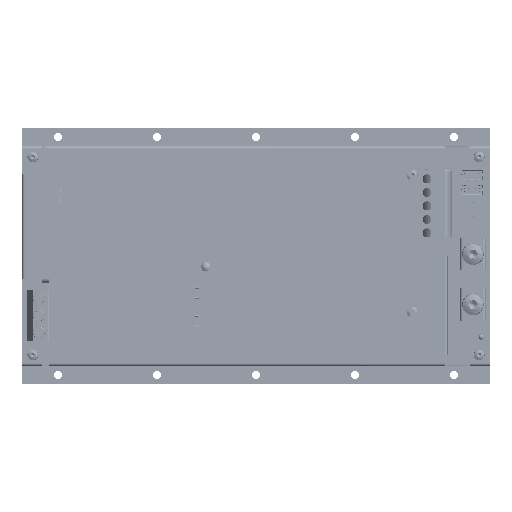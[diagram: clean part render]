
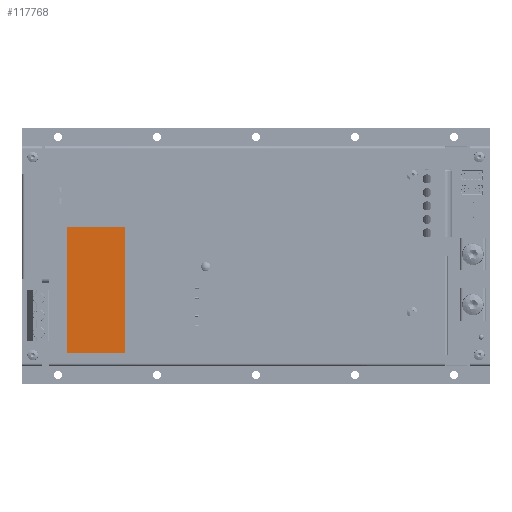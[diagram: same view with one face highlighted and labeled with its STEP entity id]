
A CAD part, front view. The second image highlights one B-rep face of the part: STEP entity #117768.
In plain terms, the highlighted planar face has unit normal (0, -1, 0).
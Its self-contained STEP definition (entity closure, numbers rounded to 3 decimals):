
#7516 = DIRECTION ( 'NONE',  ( 0., 0., 1. ) ) ;
#18970 = CARTESIAN_POINT ( 'NONE',  ( -105., -40.135, 15.925 ) ) ;
#40388 = VECTOR ( 'NONE', #7516, 1000. ) ;
#42195 = DIRECTION ( 'NONE',  ( 1., 0., 0. ) ) ;
#44436 = ORIENTED_EDGE ( 'NONE', *, *, #180484, .T. ) ;
#46304 = VERTEX_POINT ( 'NONE', #146558 ) ;
#50050 = VERTEX_POINT ( 'NONE', #18970 ) ;
#53339 = VERTEX_POINT ( 'NONE', #141745 ) ;
#55705 = VECTOR ( 'NONE', #91414, 1000. ) ;
#56570 = LINE ( 'NONE', #62071, #55705 ) ;
#57346 = DIRECTION ( 'NONE',  ( 0., 1., 0. ) ) ;
#62071 = CARTESIAN_POINT ( 'NONE',  ( -105., -40.135, 15.925 ) ) ;
#64533 = LINE ( 'NONE', #124323, #40388 ) ;
#68433 = CARTESIAN_POINT ( 'NONE',  ( -105., -40.135, 15.925 ) ) ;
#68674 = CARTESIAN_POINT ( 'NONE',  ( -105., -40.135, -54.075 ) ) ;
#70440 = ORIENTED_EDGE ( 'NONE', *, *, #87503, .T. ) ;
#72940 = DIRECTION ( 'NONE',  ( 1., 0., 0. ) ) ;
#83218 = CARTESIAN_POINT ( 'NONE',  ( -73., -40.135, 15.925 ) ) ;
#87503 = EDGE_CURVE ( 'NONE', #46304, #53339, #116630, .T. ) ;
#91414 = DIRECTION ( 'NONE',  ( -1., 0., 0. ) ) ;
#97844 = EDGE_LOOP ( 'NONE', ( #70440, #44436, #146521, #108286 ) ) ;
#102327 = PLANE ( 'NONE',  #116154 ) ;
#104956 = VECTOR ( 'NONE', #42195, 1000. ) ;
#108286 = ORIENTED_EDGE ( 'NONE', *, *, #153583, .T. ) ;
#116154 = AXIS2_PLACEMENT_3D ( 'NONE', #116153, #57346, #72940 ) ;
#116153 = CARTESIAN_POINT ( 'NONE',  ( -89., -40.135, -19.075 ) ) ;
#116630 = LINE ( 'NONE', #68674, #104956 ) ;
#117768 = ADVANCED_FACE ( 'NONE', ( #192762 ), #102327, .F. ) ;
#124323 = CARTESIAN_POINT ( 'NONE',  ( -73., -40.135, 15.925 ) ) ;
#125460 = VECTOR ( 'NONE', #174407, 1000. ) ;
#131177 = LINE ( 'NONE', #68433, #125460 ) ;
#135571 = VERTEX_POINT ( 'NONE', #83218 ) ;
#141745 = CARTESIAN_POINT ( 'NONE',  ( -73., -40.135, -54.075 ) ) ;
#146521 = ORIENTED_EDGE ( 'NONE', *, *, #146848, .T. ) ;
#146558 = CARTESIAN_POINT ( 'NONE',  ( -105., -40.135, -54.075 ) ) ;
#146848 = EDGE_CURVE ( 'NONE', #135571, #50050, #56570, .T. ) ;
#153583 = EDGE_CURVE ( 'NONE', #50050, #46304, #131177, .T. ) ;
#174407 = DIRECTION ( 'NONE',  ( 0., 0., -1. ) ) ;
#180484 = EDGE_CURVE ( 'NONE', #53339, #135571, #64533, .T. ) ;
#192762 = FACE_OUTER_BOUND ( 'NONE', #97844, .T. ) ;
